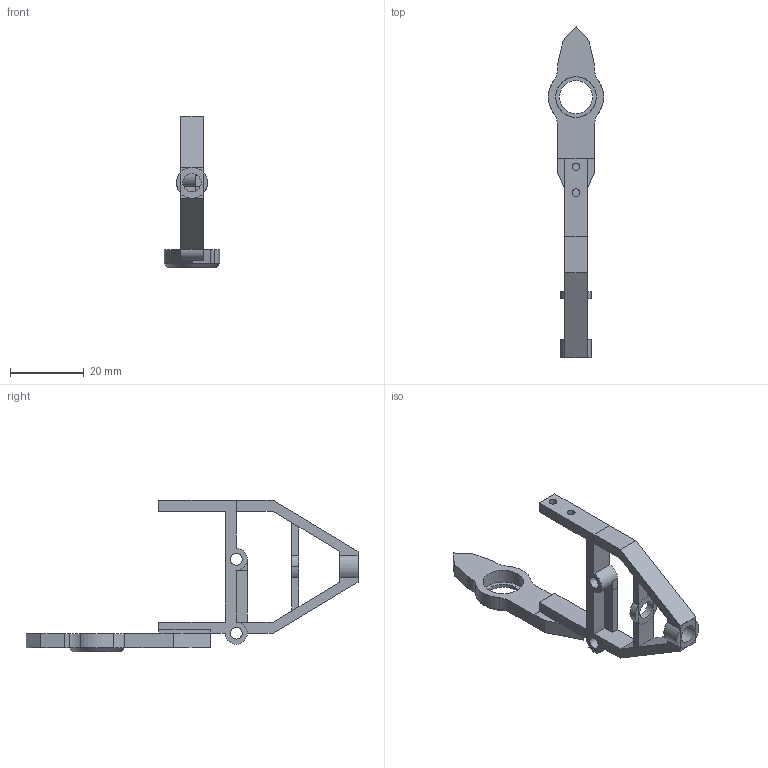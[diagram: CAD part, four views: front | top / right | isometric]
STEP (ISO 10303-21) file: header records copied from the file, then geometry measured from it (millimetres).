
FILE_DESCRIPTION(('FreeCAD Model'),'2;1');
FILE_NAME('Open CASCADE Shape Model','2024-12-05T21:35:10',(''),(''), 'Open CASCADE STEP processor 7.6','FreeCAD','Unknown');
FILE_SCHEMA(('AUTOMOTIVE_DESIGN { 1 0 10303 214 1 1 1 1 }'));
Length unit declared in the file: millimetre
Products named in the file (1): Pocket002002003
Bounding box: 15 x 90 x 41 mm (x, y, z)
Volume: 4494.4 mm3; surface area: 4621.7 mm2
Topology: 1 solids, 1 shells, 110 faces, 265 edges, 154 vertices
Faces by surface type: plane 85, cylinder 24, cone 1
Full cylindrical faces by diameter (mm): 2.1 x2, 3.2 x2, 4.96 x2, 9 x1, 11 x1, 15 x1
Entity records: 6735 total; most frequent: CARTESIAN_POINT 1433, DIRECTION 988, LINE 587, VECTOR 587, ORIENTED_EDGE 530, PCURVE 530, DEFINITIONAL_REPRESENTATION 530, EDGE_CURVE 265
